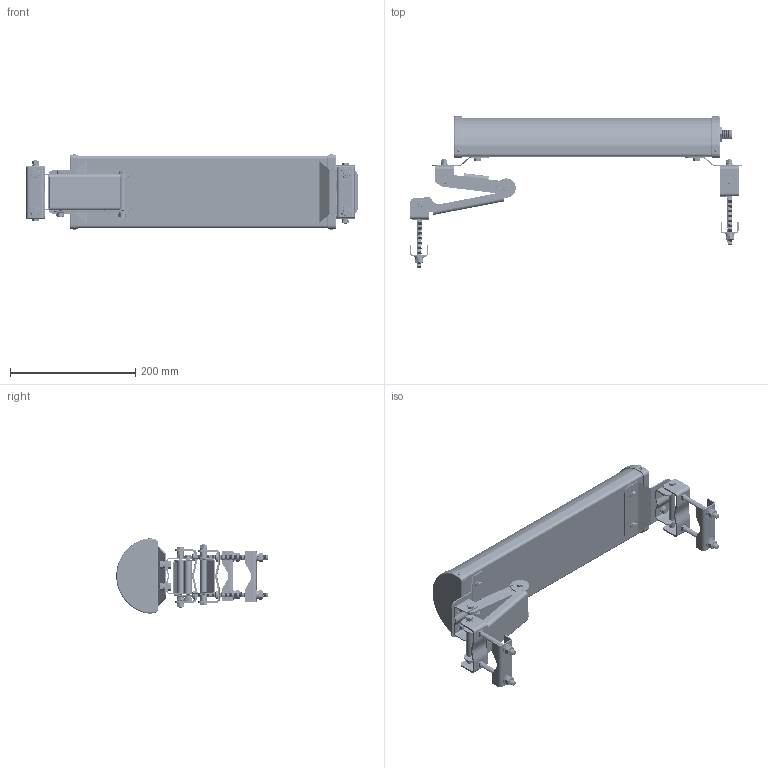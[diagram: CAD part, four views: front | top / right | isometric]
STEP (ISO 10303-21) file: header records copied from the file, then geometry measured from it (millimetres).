
FILE_DESCRIPTION (( 'STEP AP203' ), '1' );
FILE_NAME ('HG4958-17DP-090.STEP', '2012-03-22T17:13:01', ( 'x' ), ( 'Microsoft' ), 'SwSTEP 2.0', 'SolidWorks 2010', '' );
FILE_SCHEMA (( 'CONFIG_CONTROL_DESIGN' ));
Products named in the file (7): HG4958-17DP-090; HG4958-17DP-090_ANTENNA; HG4958-17DP-090_bracket; HG4958-17DP-090_ExtentionBracket-1; HG4958-17DP-090_ExtentionBracket-2; HG4958-17DP-090_ExtentionBracket-3; HG4958-17DP-090_ExtentionBracket-4
Assembly tree (9 placements, depth 2):
  HG4958-17DP-090
    HG4958-17DP-090_ExtentionBracket-4  x2
    HG4958-17DP-090_ExtentionBracket-3  x2
    HG4958-17DP-090_bracket  x2
    HG4958-17DP-090_ExtentionBracket-2
    HG4958-17DP-090_ANTENNA
    HG4958-17DP-090_ExtentionBracket-1
Bounding box: 529.54 x 241.31 x 121.96 mm (x, y, z)
Volume: 2645896.4 mm3; surface area: 324919.5 mm2
Topology: 11 solids, 13 shells, 5492 faces, 11725 edges, 6388 vertices
Faces by surface type: cone 4128, plane 766, cylinder 405, torus 165, bspline 28
Entity records: 101542 total; most frequent: CARTESIAN_POINT 21878, DIRECTION 18059, ORIENTED_EDGE 15418, EDGE_CURVE 7709, AXIS2_PLACEMENT_3D 7059, VERTEX_POINT 4222, VECTOR 3941, LINE 3941
